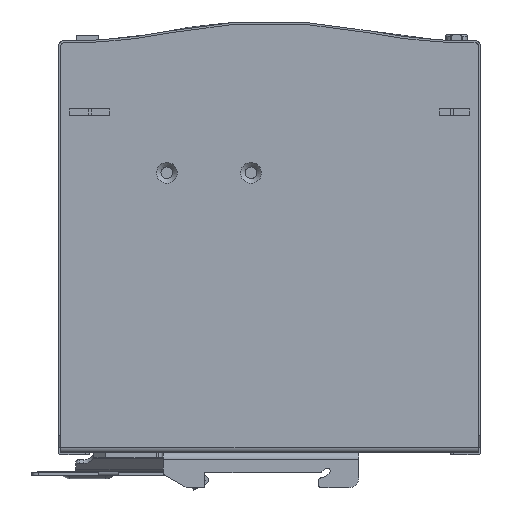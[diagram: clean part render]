
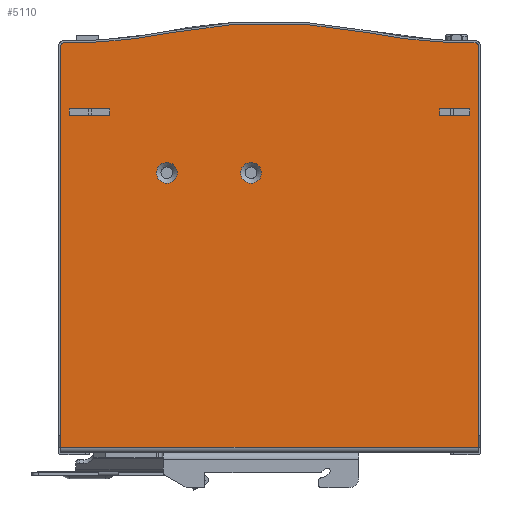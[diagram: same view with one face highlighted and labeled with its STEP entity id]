
A CAD part, front view. The second image highlights one B-rep face of the part: STEP entity #5110.
In plain terms, the highlighted planar face has unit normal (0, -1, 0).
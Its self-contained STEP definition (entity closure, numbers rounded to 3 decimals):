
#5110=ADVANCED_FACE('',(#24675,#24676,#24677,#24678,#24679),#8121,.F.);
#8121=PLANE('',#61753);
#10523=LINE('',#80441,#17594);
#10541=LINE('',#80525,#17612);
#10542=LINE('',#80528,#17613);
#10543=LINE('',#80530,#17614);
#10544=LINE('',#80532,#17615);
#10545=LINE('',#80533,#17616);
#10546=LINE('',#80536,#17617);
#10547=LINE('',#80538,#17618);
#10548=LINE('',#80540,#17619);
#10549=LINE('',#80546,#17620);
#10550=LINE('',#80548,#17621);
#17594=VECTOR('',#65625,1.);
#17612=VECTOR('',#65701,1.);
#17613=VECTOR('',#65702,1.);
#17614=VECTOR('',#65703,1.);
#17615=VECTOR('',#65704,1.);
#17616=VECTOR('',#65705,1.);
#17617=VECTOR('',#65706,1.);
#17618=VECTOR('',#65707,1.);
#17619=VECTOR('',#65708,1.);
#17620=VECTOR('',#65713,1.);
#17621=VECTOR('',#65714,1.);
#24675=FACE_BOUND('',#25559,.T.);
#24676=FACE_BOUND('',#25560,.T.);
#24677=FACE_BOUND('',#25561,.T.);
#24678=FACE_BOUND('',#25562,.T.);
#24679=FACE_BOUND('',#25563,.T.);
#25559=EDGE_LOOP('',(#29387));
#25560=EDGE_LOOP('',(#29388));
#25561=EDGE_LOOP('',(#29389,#29390,#29391,#29392));
#25562=EDGE_LOOP('',(#29393,#29394,#29395,#29396));
#25563=EDGE_LOOP('',(#29397,#29398,#29399,#29400,#29401,#29402,#29403,#29404));
#29387=ORIENTED_EDGE('',*,*,#52326,.T.);
#29388=ORIENTED_EDGE('',*,*,#52327,.T.);
#29389=ORIENTED_EDGE('',*,*,#52328,.F.);
#29390=ORIENTED_EDGE('',*,*,#52329,.F.);
#29391=ORIENTED_EDGE('',*,*,#52330,.F.);
#29392=ORIENTED_EDGE('',*,*,#52331,.F.);
#29393=ORIENTED_EDGE('',*,*,#52332,.F.);
#29394=ORIENTED_EDGE('',*,*,#52333,.F.);
#29395=ORIENTED_EDGE('',*,*,#52334,.F.);
#29396=ORIENTED_EDGE('',*,*,#52335,.F.);
#29397=ORIENTED_EDGE('',*,*,#52336,.F.);
#29398=ORIENTED_EDGE('',*,*,#52337,.T.);
#29399=ORIENTED_EDGE('',*,*,#52338,.F.);
#29400=ORIENTED_EDGE('',*,*,#52339,.T.);
#29401=ORIENTED_EDGE('',*,*,#52285,.T.);
#29402=ORIENTED_EDGE('',*,*,#52340,.T.);
#29403=ORIENTED_EDGE('',*,*,#52341,.F.);
#29404=ORIENTED_EDGE('',*,*,#52342,.F.);
#46553=VERTEX_POINT('',#80440);
#46554=VERTEX_POINT('',#80442);
#46589=VERTEX_POINT('',#80522);
#46590=VERTEX_POINT('',#80524);
#46591=VERTEX_POINT('',#80526);
#46592=VERTEX_POINT('',#80527);
#46593=VERTEX_POINT('',#80529);
#46594=VERTEX_POINT('',#80531);
#46595=VERTEX_POINT('',#80534);
#46596=VERTEX_POINT('',#80535);
#46597=VERTEX_POINT('',#80537);
#46598=VERTEX_POINT('',#80539);
#46599=VERTEX_POINT('',#80542);
#46600=VERTEX_POINT('',#80543);
#46601=VERTEX_POINT('',#80545);
#46602=VERTEX_POINT('',#80547);
#46603=VERTEX_POINT('',#80550);
#46604=VERTEX_POINT('',#80552);
#52285=EDGE_CURVE('',#46554,#46553,#10523,.T.);
#52326=EDGE_CURVE('',#46589,#46589,#60888,.T.);
#52327=EDGE_CURVE('',#46590,#46590,#60889,.T.);
#52328=EDGE_CURVE('',#46591,#46592,#10541,.T.);
#52329=EDGE_CURVE('',#46593,#46591,#10542,.T.);
#52330=EDGE_CURVE('',#46594,#46593,#10543,.T.);
#52331=EDGE_CURVE('',#46592,#46594,#10544,.T.);
#52332=EDGE_CURVE('',#46595,#46596,#10545,.T.);
#52333=EDGE_CURVE('',#46597,#46595,#10546,.T.);
#52334=EDGE_CURVE('',#46598,#46597,#10547,.T.);
#52335=EDGE_CURVE('',#46596,#46598,#10548,.T.);
#52336=EDGE_CURVE('',#46599,#46600,#60890,.T.);
#52337=EDGE_CURVE('',#46599,#46601,#60891,.T.);
#52338=EDGE_CURVE('',#46602,#46601,#10549,.T.);
#52339=EDGE_CURVE('',#46602,#46554,#10550,.T.);
#52340=EDGE_CURVE('',#46553,#46603,#60892,.T.);
#52341=EDGE_CURVE('',#46604,#46603,#60893,.T.);
#52342=EDGE_CURVE('',#46600,#46604,#60894,.T.);
#60888=CIRCLE('',#61746,3.1);
#60889=CIRCLE('',#61747,3.1);
#60890=CIRCLE('',#61748,151.);
#60891=CIRCLE('',#61749,1.);
#60892=CIRCLE('',#61750,1.);
#60893=CIRCLE('',#61751,151.);
#60894=CIRCLE('',#61752,149.);
#61746=AXIS2_PLACEMENT_3D('',#80521,#65697,#65698);
#61747=AXIS2_PLACEMENT_3D('',#80523,#65699,#65700);
#61748=AXIS2_PLACEMENT_3D('',#80541,#65709,#65710);
#61749=AXIS2_PLACEMENT_3D('',#80544,#65711,#65712);
#61750=AXIS2_PLACEMENT_3D('',#80549,#65715,#65716);
#61751=AXIS2_PLACEMENT_3D('',#80551,#65717,#65718);
#61752=AXIS2_PLACEMENT_3D('',#80553,#65719,#65720);
#61753=AXIS2_PLACEMENT_3D('',#80554,#65721,#65722);
#65625=DIRECTION('',(0.,0.,1.));
#65697=DIRECTION('',(0.,1.,0.));
#65698=DIRECTION('',(0.,0.,1.));
#65699=DIRECTION('',(0.,1.,0.));
#65700=DIRECTION('',(0.,0.,1.));
#65701=DIRECTION('',(-1.,0.,0.));
#65702=DIRECTION('',(0.,0.,1.));
#65703=DIRECTION('',(1.,0.,0.));
#65704=DIRECTION('',(0.,0.,-1.));
#65705=DIRECTION('',(-1.,0.,0.));
#65706=DIRECTION('',(0.,0.,1.));
#65707=DIRECTION('',(1.,0.,0.));
#65708=DIRECTION('',(0.,0.,-1.));
#65709=DIRECTION('',(0.,-1.,0.));
#65710=DIRECTION('',(0.,0.,1.));
#65711=DIRECTION('',(0.,-1.,0.));
#65712=DIRECTION('',(0.,0.,1.));
#65713=DIRECTION('',(0.,0.,1.));
#65714=DIRECTION('',(1.,0.,0.));
#65715=DIRECTION('',(0.,-1.,0.));
#65716=DIRECTION('',(0.,0.,1.));
#65717=DIRECTION('',(0.,-1.,0.));
#65718=DIRECTION('',(0.,0.,1.));
#65719=DIRECTION('',(0.,1.,0.));
#65720=DIRECTION('',(0.,0.,1.));
#65721=DIRECTION('',(0.,1.,0.));
#65722=DIRECTION('',(0.,0.,1.));
#80440=CARTESIAN_POINT('',(62.,-42.75,120.611));
#80441=CARTESIAN_POINT('',(62.,-42.75,1.502));
#80442=CARTESIAN_POINT('',(62.,-42.75,1.502));
#80521=CARTESIAN_POINT('',(-5.5,-42.75,83.));
#80522=CARTESIAN_POINT('',(-5.5,-42.75,86.1));
#80523=CARTESIAN_POINT('',(-30.5,-42.75,83.));
#80524=CARTESIAN_POINT('',(-30.5,-42.75,86.1));
#80525=CARTESIAN_POINT('',(-62.,-42.75,102.));
#80526=CARTESIAN_POINT('',(-47.5,-42.75,102.));
#80527=CARTESIAN_POINT('',(-59.5,-42.75,102.));
#80528=CARTESIAN_POINT('',(-47.5,-42.75,1.502));
#80529=CARTESIAN_POINT('',(-47.5,-42.75,100.));
#80530=CARTESIAN_POINT('',(-62.,-42.75,100.));
#80531=CARTESIAN_POINT('',(-59.5,-42.75,100.));
#80532=CARTESIAN_POINT('',(-59.5,-42.75,1.502));
#80533=CARTESIAN_POINT('',(-62.,-42.75,102.));
#80534=CARTESIAN_POINT('',(59.5,-42.75,102.));
#80535=CARTESIAN_POINT('',(50.5,-42.75,102.));
#80536=CARTESIAN_POINT('',(59.5,-42.75,1.502));
#80537=CARTESIAN_POINT('',(59.5,-42.75,100.));
#80538=CARTESIAN_POINT('',(-62.,-42.75,100.));
#80539=CARTESIAN_POINT('',(50.5,-42.75,100.));
#80540=CARTESIAN_POINT('',(50.5,-42.75,1.502));
#80541=CARTESIAN_POINT('',(-59.205,-42.75,272.6));
#80542=CARTESIAN_POINT('',(-60.988,-42.75,121.611));
#80543=CARTESIAN_POINT('',(-29.405,-42.75,124.57));
#80544=CARTESIAN_POINT('',(-61.,-42.75,120.611));
#80545=CARTESIAN_POINT('',(-62.,-42.75,120.611));
#80546=CARTESIAN_POINT('',(-62.,-42.75,1.502));
#80547=CARTESIAN_POINT('',(-62.,-42.75,1.502));
#80548=CARTESIAN_POINT('',(-62.,-42.75,1.502));
#80549=CARTESIAN_POINT('',(61.,-42.75,120.611));
#80550=CARTESIAN_POINT('',(60.988,-42.75,121.611));
#80551=CARTESIAN_POINT('',(59.205,-42.75,272.6));
#80552=CARTESIAN_POINT('',(29.405,-42.75,124.57));
#80553=CARTESIAN_POINT('',(0.,-42.75,-21.5));
#80554=CARTESIAN_POINT('',(-62.,-42.75,1.502));
